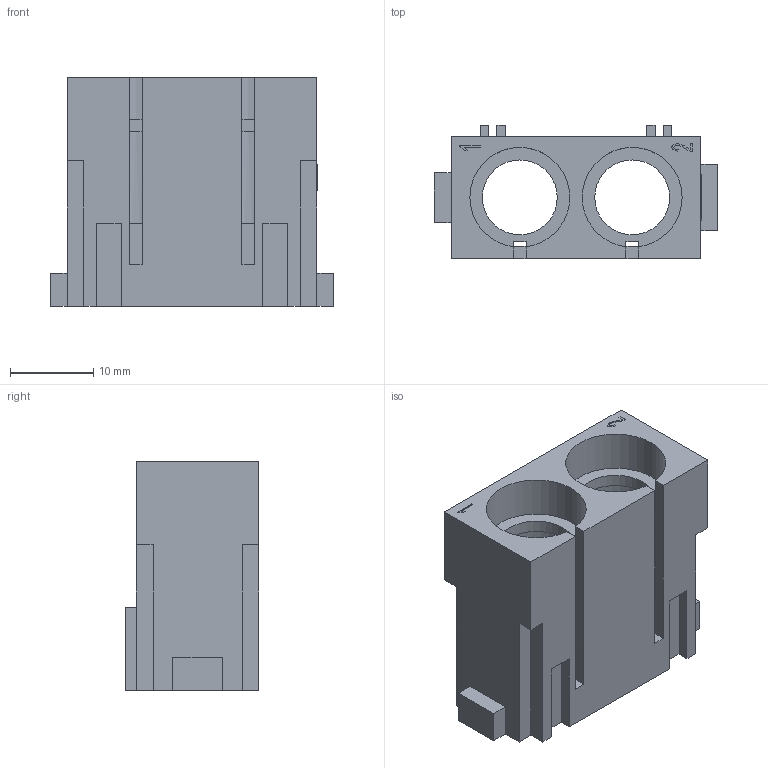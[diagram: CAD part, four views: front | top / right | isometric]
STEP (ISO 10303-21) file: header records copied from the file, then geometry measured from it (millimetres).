
FILE_DESCRIPTION((''),'2;1');
FILE_NAME('CX 02 P.stp','2006-12-08T08:09:07',('gembarski'),(''),'Autodesk Inventor 7','Autodesk Inventor 7','');
FILE_SCHEMA(('AUTOMOTIVE_DESIGN { 1 0 10303 214 1 1 1 1 }'));
Length unit declared in the file: millimetre
Products named in the file (1): CX 02 P
Bounding box: 34 x 16.05 x 27.5 mm (x, y, z)
Volume: 4877.8 mm3; surface area: 5440.7 mm2
Topology: 1 solids, 1 shells, 198 faces, 556 edges, 368 vertices
Faces by surface type: plane 140, cylinder 30, bspline 28
Entity records: 6475 total; most frequent: CARTESIAN_POINT 1427, ORIENTED_EDGE 1112, DIRECTION 922, EDGE_CURVE 556, VECTOR 444, LINE 444, VERTEX_POINT 368, AXIS2_PLACEMENT_3D 239
